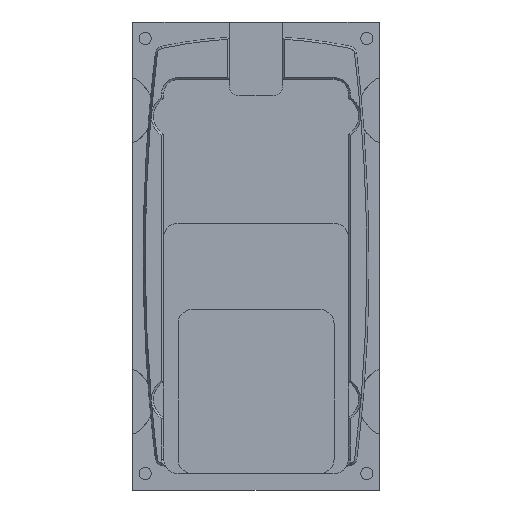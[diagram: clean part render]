
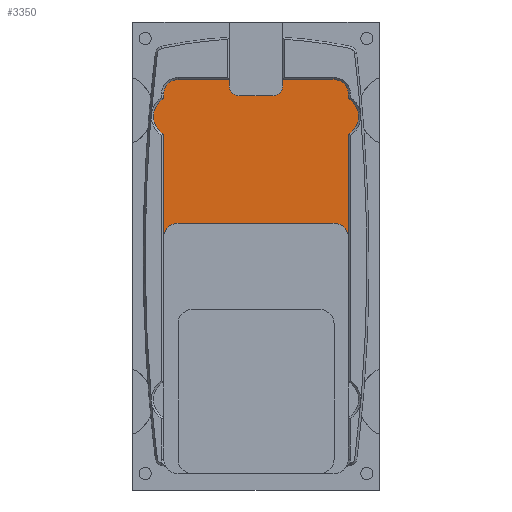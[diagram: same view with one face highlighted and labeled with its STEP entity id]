
A CAD part, front view. The second image highlights one B-rep face of the part: STEP entity #3350.
In plain terms, the highlighted planar face has unit normal (0, -1, 0).
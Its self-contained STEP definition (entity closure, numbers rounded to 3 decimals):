
#6 = VERTEX_POINT ( 'NONE', #2086 ) ;
#39 = DIRECTION ( 'NONE',  ( 0., 0., -1. ) ) ;
#57 = ORIENTED_EDGE ( 'NONE', *, *, #1962, .T. ) ;
#104 = EDGE_CURVE ( 'NONE', #534, #3779, #110, .T. ) ;
#108 = DIRECTION ( 'NONE',  ( 0., 1., 0. ) ) ;
#110 = LINE ( 'NONE', #3649, #879 ) ;
#119 = VERTEX_POINT ( 'NONE', #3354 ) ;
#138 = EDGE_CURVE ( 'NONE', #603, #2103, #2788, .T. ) ;
#196 = AXIS2_PLACEMENT_3D ( 'NONE', #1520, #845, #2666 ) ;
#332 = CIRCLE ( 'NONE', #3277, 2.5 ) ;
#352 = ORIENTED_EDGE ( 'NONE', *, *, #886, .T. ) ;
#370 = CARTESIAN_POINT ( 'NONE',  ( 8.548, 5., 28.246 ) ) ;
#375 = CARTESIAN_POINT ( 'NONE',  ( -32.952, 5., 62.077 ) ) ;
#383 = AXIS2_PLACEMENT_3D ( 'NONE', #1767, #593, #3509 ) ;
#388 = VECTOR ( 'NONE', #3777, 1000. ) ;
#439 = DIRECTION ( 'NONE',  ( 0., -1., 0. ) ) ;
#465 = DIRECTION ( 'NONE',  ( 0., 0., -1. ) ) ;
#503 = AXIS2_PLACEMENT_3D ( 'NONE', #370, #108, #1276 ) ;
#527 = LINE ( 'NONE', #2866, #924 ) ;
#533 = DIRECTION ( 'NONE',  ( 0., 0., -1. ) ) ;
#534 = VERTEX_POINT ( 'NONE', #2630 ) ;
#539 = LINE ( 'NONE', #1727, #2343 ) ;
#565 = VECTOR ( 'NONE', #1029, 1000. ) ;
#593 = DIRECTION ( 'NONE',  ( 0., -1., 0. ) ) ;
#603 = VERTEX_POINT ( 'NONE', #2393 ) ;
#629 = AXIS2_PLACEMENT_3D ( 'NONE', #2525, #3705, #3325 ) ;
#705 = DIRECTION ( 'NONE',  ( 0., 0., -1. ) ) ;
#725 = CARTESIAN_POINT ( 'NONE',  ( -29.452, 5., 28.246 ) ) ;
#759 = CARTESIAN_POINT ( 'NONE',  ( -6.452, 5., 65.246 ) ) ;
#762 = ORIENTED_EDGE ( 'NONE', *, *, #1383, .T. ) ;
#845 = DIRECTION ( 'NONE',  ( 0., -1., 0. ) ) ;
#861 = CARTESIAN_POINT ( 'NONE',  ( -32.952, 5., 53.416 ) ) ;
#879 = VECTOR ( 'NONE', #3386, 1000. ) ;
#886 = EDGE_CURVE ( 'NONE', #3461, #1326, #527, .T. ) ;
#911 = LINE ( 'NONE', #3262, #1975 ) ;
#924 = VECTOR ( 'NONE', #1474, 1000. ) ;
#950 = DIRECTION ( 'NONE',  ( 0., 0., -1. ) ) ;
#971 = VERTEX_POINT ( 'NONE', #2286 ) ;
#976 = CARTESIAN_POINT ( 'NONE',  ( -6.452, 5., 62.746 ) ) ;
#979 = EDGE_CURVE ( 'NONE', #1011, #3097, #3129, .T. ) ;
#1011 = VERTEX_POINT ( 'NONE', #2246 ) ;
#1029 = DIRECTION ( 'NONE',  ( 0., 0., -1. ) ) ;
#1037 = DIRECTION ( 'NONE',  ( 0., 0., -1. ) ) ;
#1098 = EDGE_CURVE ( 'NONE', #1635, #2642, #3189, .T. ) ;
#1201 = EDGE_CURVE ( 'NONE', #1331, #2038, #3760, .T. ) ;
#1205 = PLANE ( 'NONE',  #196 ) ;
#1214 = ORIENTED_EDGE ( 'NONE', *, *, #104, .T. ) ;
#1228 = LINE ( 'NONE', #2392, #2041 ) ;
#1249 = VECTOR ( 'NONE', #1037, 1000. ) ;
#1254 = ORIENTED_EDGE ( 'NONE', *, *, #138, .F. ) ;
#1275 = VERTEX_POINT ( 'NONE', #2740 ) ;
#1276 = DIRECTION ( 'NONE',  ( 0., 0., -1. ) ) ;
#1308 = EDGE_CURVE ( 'NONE', #534, #1947, #2414, .T. ) ;
#1326 = VERTEX_POINT ( 'NONE', #2376 ) ;
#1328 = EDGE_CURVE ( 'NONE', #2038, #6, #911, .T. ) ;
#1331 = VERTEX_POINT ( 'NONE', #375 ) ;
#1371 = VECTOR ( 'NONE', #1880, 1000. ) ;
#1383 = EDGE_CURVE ( 'NONE', #3779, #1524, #2205, .T. ) ;
#1389 = EDGE_CURVE ( 'NONE', #1326, #971, #539, .T. ) ;
#1391 = ORIENTED_EDGE ( 'NONE', *, *, #1201, .T. ) ;
#1423 = AXIS2_PLACEMENT_3D ( 'NONE', #725, #1658, #465 ) ;
#1474 = DIRECTION ( 'NONE',  ( -1., 0., 0. ) ) ;
#1517 = EDGE_LOOP ( 'NONE', ( #1214, #762, #2030, #1391, #3405, #57, #1254, #2776, #2631, #1632, #2359, #2931, #352, #3447, #3322, #3666, #1783, #3187 ) ) ;
#1520 = CARTESIAN_POINT ( 'NONE',  ( 0., 5., 0. ) ) ;
#1524 = VERTEX_POINT ( 'NONE', #2807 ) ;
#1603 = CIRCLE ( 'NONE', #1423, 3.5 ) ;
#1632 = ORIENTED_EDGE ( 'NONE', *, *, #979, .T. ) ;
#1635 = VERTEX_POINT ( 'NONE', #3708 ) ;
#1658 = DIRECTION ( 'NONE',  ( 0., 1., 0. ) ) ;
#1667 = DIRECTION ( 'NONE',  ( 0., 0., -1. ) ) ;
#1727 = CARTESIAN_POINT ( 'NONE',  ( -3.952, 5., 0. ) ) ;
#1735 = CARTESIAN_POINT ( 'NONE',  ( -16.952, 5., 62.746 ) ) ;
#1736 = VECTOR ( 'NONE', #1840, 1000. ) ;
#1745 = EDGE_CURVE ( 'NONE', #119, #3461, #3102, .T. ) ;
#1767 = CARTESIAN_POINT ( 'NONE',  ( -30.452, 5., 57.746 ) ) ;
#1783 = ORIENTED_EDGE ( 'NONE', *, *, #2215, .T. ) ;
#1840 = DIRECTION ( 'NONE',  ( 0., 0., -1. ) ) ;
#1880 = DIRECTION ( 'NONE',  ( -1., 0., 0. ) ) ;
#1905 = AXIS2_PLACEMENT_3D ( 'NONE', #2062, #2636, #950 ) ;
#1947 = VERTEX_POINT ( 'NONE', #3366 ) ;
#1962 = EDGE_CURVE ( 'NONE', #6, #2103, #1603, .T. ) ;
#1975 = VECTOR ( 'NONE', #2124, 1000. ) ;
#2030 = ORIENTED_EDGE ( 'NONE', *, *, #2353, .T. ) ;
#2038 = VERTEX_POINT ( 'NONE', #861 ) ;
#2041 = VECTOR ( 'NONE', #39, 1000. ) ;
#2062 = CARTESIAN_POINT ( 'NONE',  ( -14.452, 5., 65.246 ) ) ;
#2086 = CARTESIAN_POINT ( 'NONE',  ( -32.952, 5., 28.246 ) ) ;
#2103 = VERTEX_POINT ( 'NONE', #2135 ) ;
#2124 = DIRECTION ( 'NONE',  ( 0., 0., -1. ) ) ;
#2135 = CARTESIAN_POINT ( 'NONE',  ( -29.452, 5., 31.746 ) ) ;
#2158 = CIRCLE ( 'NONE', #503, 3.5 ) ;
#2205 = CIRCLE ( 'NONE', #629, 3.5 ) ;
#2215 = EDGE_CURVE ( 'NONE', #1635, #1947, #2954, .T. ) ;
#2246 = CARTESIAN_POINT ( 'NONE',  ( 12.048, 5., 53.416 ) ) ;
#2276 = AXIS2_PLACEMENT_3D ( 'NONE', #3347, #439, #705 ) ;
#2286 = CARTESIAN_POINT ( 'NONE',  ( -3.952, 5., 65.246 ) ) ;
#2343 = VECTOR ( 'NONE', #1667, 1000. ) ;
#2353 = EDGE_CURVE ( 'NONE', #1524, #1331, #2505, .T. ) ;
#2359 = ORIENTED_EDGE ( 'NONE', *, *, #3224, .F. ) ;
#2376 = CARTESIAN_POINT ( 'NONE',  ( -3.952, 5., 66.746 ) ) ;
#2392 = CARTESIAN_POINT ( 'NONE',  ( 12.048, 5., 0. ) ) ;
#2393 = CARTESIAN_POINT ( 'NONE',  ( 8.548, 5., 31.746 ) ) ;
#2414 = LINE ( 'NONE', #3589, #1736 ) ;
#2474 = CARTESIAN_POINT ( 'NONE',  ( -32.952, 5., 0. ) ) ;
#2505 = LINE ( 'NONE', #2474, #565 ) ;
#2511 = AXIS2_PLACEMENT_3D ( 'NONE', #3446, #3163, #533 ) ;
#2525 = CARTESIAN_POINT ( 'NONE',  ( -29.452, 5., 63.246 ) ) ;
#2630 = CARTESIAN_POINT ( 'NONE',  ( -16.952, 5., 66.746 ) ) ;
#2631 = ORIENTED_EDGE ( 'NONE', *, *, #3041, .F. ) ;
#2636 = DIRECTION ( 'NONE',  ( 0., 1., 0. ) ) ;
#2642 = VERTEX_POINT ( 'NONE', #976 ) ;
#2666 = DIRECTION ( 'NONE',  ( 0., 0., -1. ) ) ;
#2740 = CARTESIAN_POINT ( 'NONE',  ( 12.048, 5., 28.246 ) ) ;
#2773 = CARTESIAN_POINT ( 'NONE',  ( -32.952, 5., 31.746 ) ) ;
#2776 = ORIENTED_EDGE ( 'NONE', *, *, #3492, .T. ) ;
#2788 = LINE ( 'NONE', #2773, #1371 ) ;
#2790 = CARTESIAN_POINT ( 'NONE',  ( 12.048, 5., 0. ) ) ;
#2807 = CARTESIAN_POINT ( 'NONE',  ( -32.952, 5., 63.246 ) ) ;
#2816 = DIRECTION ( 'NONE',  ( 0., 0., -1. ) ) ;
#2866 = CARTESIAN_POINT ( 'NONE',  ( 0., 5., 66.746 ) ) ;
#2931 = ORIENTED_EDGE ( 'NONE', *, *, #1745, .T. ) ;
#2954 = CIRCLE ( 'NONE', #1905, 2.5 ) ;
#2988 = CARTESIAN_POINT ( 'NONE',  ( -29.452, 5., 66.746 ) ) ;
#3041 = EDGE_CURVE ( 'NONE', #1011, #1275, #1228, .T. ) ;
#3044 = CARTESIAN_POINT ( 'NONE',  ( 12.048, 5., 62.077 ) ) ;
#3097 = VERTEX_POINT ( 'NONE', #3044 ) ;
#3102 = CIRCLE ( 'NONE', #2276, 3.5 ) ;
#3105 = DIRECTION ( 'NONE',  ( 0., 1., 0. ) ) ;
#3129 = CIRCLE ( 'NONE', #2511, 5. ) ;
#3163 = DIRECTION ( 'NONE',  ( 0., -1., 0. ) ) ;
#3187 = ORIENTED_EDGE ( 'NONE', *, *, #1308, .F. ) ;
#3189 = LINE ( 'NONE', #1735, #388 ) ;
#3224 = EDGE_CURVE ( 'NONE', #119, #3097, #3675, .T. ) ;
#3254 = FACE_OUTER_BOUND ( 'NONE', #1517, .T. ) ;
#3262 = CARTESIAN_POINT ( 'NONE',  ( -32.952, 5., 0. ) ) ;
#3277 = AXIS2_PLACEMENT_3D ( 'NONE', #759, #3105, #2816 ) ;
#3322 = ORIENTED_EDGE ( 'NONE', *, *, #3731, .T. ) ;
#3325 = DIRECTION ( 'NONE',  ( 0., 0., -1. ) ) ;
#3347 = CARTESIAN_POINT ( 'NONE',  ( 8.548, 5., 63.246 ) ) ;
#3350 = ADVANCED_FACE ( 'NONE', ( #3254 ), #1205, .T. ) ;
#3354 = CARTESIAN_POINT ( 'NONE',  ( 12.048, 5., 63.246 ) ) ;
#3366 = CARTESIAN_POINT ( 'NONE',  ( -16.952, 5., 65.246 ) ) ;
#3386 = DIRECTION ( 'NONE',  ( -1., 0., 0. ) ) ;
#3405 = ORIENTED_EDGE ( 'NONE', *, *, #1328, .T. ) ;
#3446 = CARTESIAN_POINT ( 'NONE',  ( 9.548, 5., 57.746 ) ) ;
#3447 = ORIENTED_EDGE ( 'NONE', *, *, #1389, .T. ) ;
#3461 = VERTEX_POINT ( 'NONE', #3527 ) ;
#3492 = EDGE_CURVE ( 'NONE', #603, #1275, #2158, .T. ) ;
#3509 = DIRECTION ( 'NONE',  ( 0., 0., -1. ) ) ;
#3527 = CARTESIAN_POINT ( 'NONE',  ( 8.548, 5., 66.746 ) ) ;
#3589 = CARTESIAN_POINT ( 'NONE',  ( -16.952, 5., 0. ) ) ;
#3649 = CARTESIAN_POINT ( 'NONE',  ( 0., 5., 66.746 ) ) ;
#3666 = ORIENTED_EDGE ( 'NONE', *, *, #1098, .F. ) ;
#3675 = LINE ( 'NONE', #2790, #1249 ) ;
#3705 = DIRECTION ( 'NONE',  ( 0., -1., 0. ) ) ;
#3708 = CARTESIAN_POINT ( 'NONE',  ( -14.452, 5., 62.746 ) ) ;
#3731 = EDGE_CURVE ( 'NONE', #971, #2642, #332, .T. ) ;
#3760 = CIRCLE ( 'NONE', #383, 5. ) ;
#3777 = DIRECTION ( 'NONE',  ( 1., 0., 0. ) ) ;
#3779 = VERTEX_POINT ( 'NONE', #2988 ) ;
